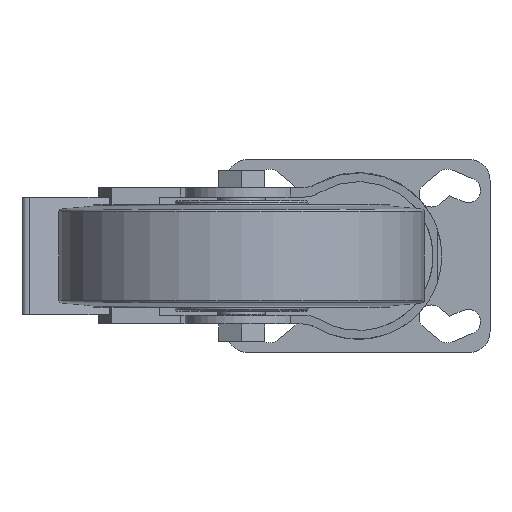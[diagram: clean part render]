
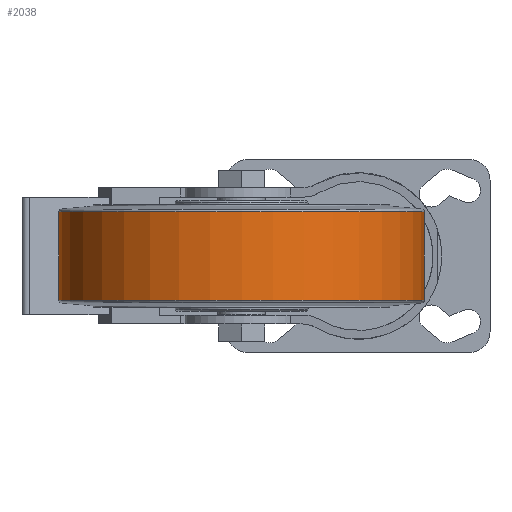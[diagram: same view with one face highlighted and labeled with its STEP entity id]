
A CAD part, front view. The second image highlights one B-rep face of the part: STEP entity #2038.
In plain terms, the highlighted cylindrical face has radius 62.5 mm (diameter 125 mm), a full revolution.
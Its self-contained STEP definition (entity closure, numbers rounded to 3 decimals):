
#483=CYLINDRICAL_SURFACE('',#2216,62.5);
#755=ORIENTED_EDGE('',*,*,#1194,.T.);
#756=ORIENTED_EDGE('',*,*,#1193,.F.);
#1193=EDGE_CURVE('',#1437,#1437,#1576,.T.);
#1194=EDGE_CURVE('',#1438,#1438,#1577,.T.);
#1437=VERTEX_POINT('',#3233);
#1438=VERTEX_POINT('',#3236);
#1576=CIRCLE('',#2215,62.5);
#1577=CIRCLE('',#2217,62.5);
#1705=EDGE_LOOP('',(#755));
#1706=EDGE_LOOP('',(#756));
#1876=FACE_BOUND('',#1705,.T.);
#1877=FACE_BOUND('',#1706,.T.);
#2038=ADVANCED_FACE('',(#1876,#1877),#483,.T.);
#2215=AXIS2_PLACEMENT_3D('',#3232,#2617,#2618);
#2216=AXIS2_PLACEMENT_3D('',#3234,#2619,#2620);
#2217=AXIS2_PLACEMENT_3D('',#3235,#2621,#2622);
#2617=DIRECTION('',(0.,0.,-1.));
#2618=DIRECTION('',(-1.,0.,0.));
#2619=DIRECTION('',(0.,0.,-1.));
#2620=DIRECTION('',(-1.,0.,0.));
#2621=DIRECTION('',(0.,0.,-1.));
#2622=DIRECTION('',(-1.,0.,0.));
#3232=CARTESIAN_POINT('',(0.,0.,-15.12));
#3233=CARTESIAN_POINT('',(-62.5,0.,-15.12));
#3234=CARTESIAN_POINT('',(0.,0.,-18.88));
#3235=CARTESIAN_POINT('',(0.,0.,15.12));
#3236=CARTESIAN_POINT('',(-62.5,0.,15.12));
